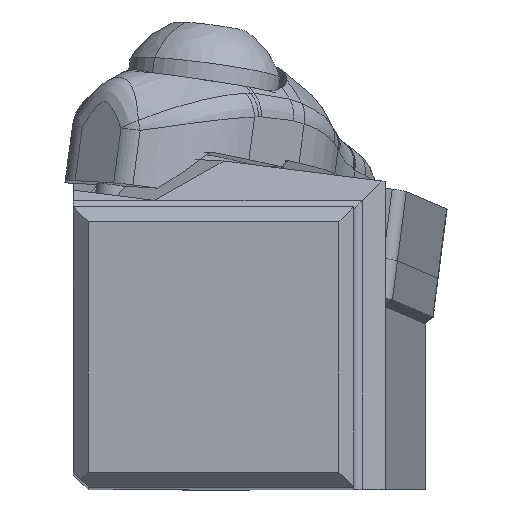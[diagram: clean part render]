
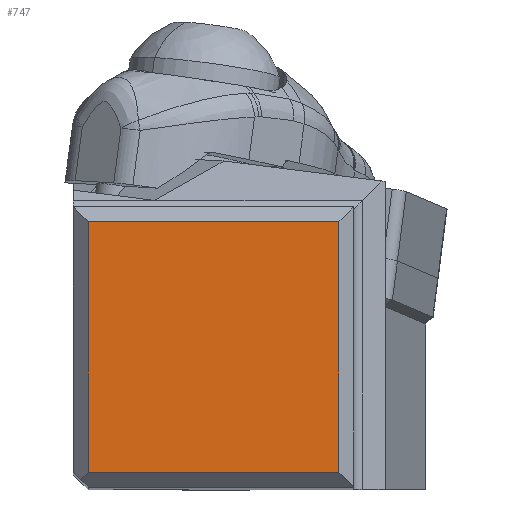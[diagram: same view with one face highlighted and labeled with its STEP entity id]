
A CAD part, top view. The second image highlights one B-rep face of the part: STEP entity #747.
In plain terms, the highlighted planar face has unit normal (0, 0, 1).
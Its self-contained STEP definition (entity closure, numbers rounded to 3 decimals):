
#486=FACE_OUTER_BOUND('',#1128,.T.);
#747=ADVANCED_FACE('',(#486),#1009,.T.);
#1009=PLANE('',#5048);
#1128=EDGE_LOOP('',(#1527,#1528,#1529,#1530));
#1527=ORIENTED_EDGE('',*,*,#3452,.T.);
#1528=ORIENTED_EDGE('',*,*,#3453,.T.);
#1529=ORIENTED_EDGE('',*,*,#3454,.T.);
#1530=ORIENTED_EDGE('',*,*,#3451,.F.);
#2944=VERTEX_POINT('',#6975);
#2945=VERTEX_POINT('',#6977);
#2946=VERTEX_POINT('',#6981);
#2947=VERTEX_POINT('',#6983);
#3451=EDGE_CURVE('',#2945,#2944,#4491,.T.);
#3452=EDGE_CURVE('',#2945,#2946,#4492,.T.);
#3453=EDGE_CURVE('',#2946,#2947,#4493,.T.);
#3454=EDGE_CURVE('',#2947,#2944,#4494,.T.);
#4491=LINE('',#6978,#4740);
#4492=LINE('',#6980,#4741);
#4493=LINE('',#6982,#4742);
#4494=LINE('',#6984,#4743);
#4740=VECTOR('',#5694,1.);
#4741=VECTOR('',#5697,1.);
#4742=VECTOR('',#5698,1.);
#4743=VECTOR('',#5699,1.);
#5048=AXIS2_PLACEMENT_3D('',#6985,#5700,#5701);
#5694=DIRECTION('',(0.,-1.,0.));
#5697=DIRECTION('',(-1.,0.,0.));
#5698=DIRECTION('',(0.,-1.,0.));
#5699=DIRECTION('',(1.,0.,0.));
#5700=DIRECTION('',(0.,0.,1.));
#5701=DIRECTION('',(1.,0.,0.));
#6975=CARTESIAN_POINT('',(18.05,1.,0.));
#6977=CARTESIAN_POINT('',(18.05,18.05,0.));
#6978=CARTESIAN_POINT('',(18.05,18.05,0.));
#6980=CARTESIAN_POINT('',(18.05,18.05,0.));
#6981=CARTESIAN_POINT('',(1.,18.05,0.));
#6982=CARTESIAN_POINT('',(1.,18.05,0.));
#6983=CARTESIAN_POINT('',(1.,1.,0.));
#6984=CARTESIAN_POINT('',(1.,1.,0.));
#6985=CARTESIAN_POINT('',(9.525,9.525,0.));
